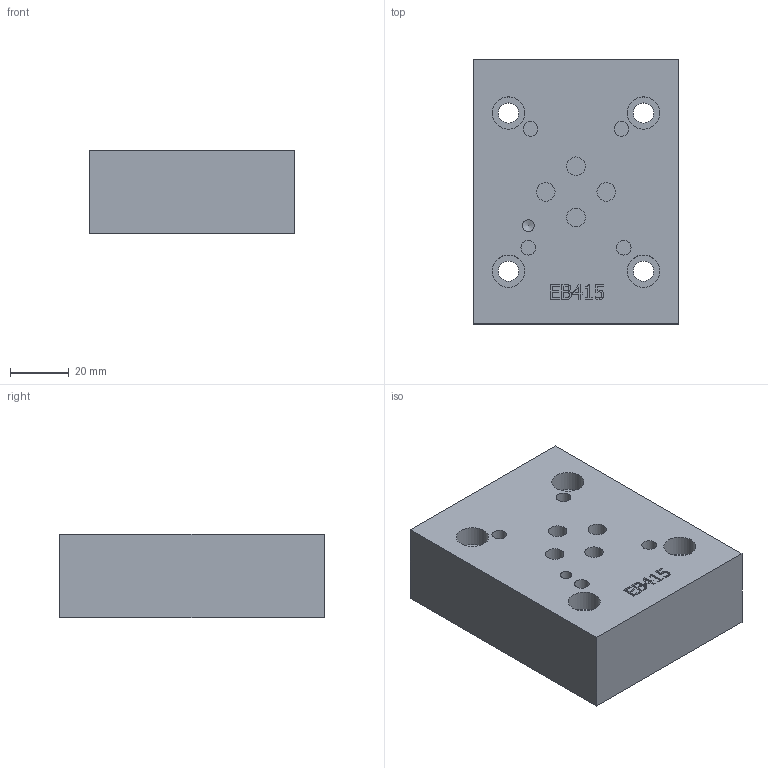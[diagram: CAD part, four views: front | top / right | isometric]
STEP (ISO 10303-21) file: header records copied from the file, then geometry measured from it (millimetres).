
FILE_DESCRIPTION(/* description */ (''),/* implementation_level */ '2;1');
FILE_NAME(/* name */ 'eb415.stp',/* time_stamp */ '2016-05-10T15:34:38+02:00',/* author */ ('Lemoine2'),/* organization */ (''),/* preprocessor_version */ 'ST-DEVELOPER v16.1',/* originating_system */ 'Autodesk Inventor 2016',/* authorisation */ '');
FILE_SCHEMA (('AUTOMOTIVE_DESIGN { 1 0 10303 214 3 1 1 }'));
Length unit declared in the file: millimetre
Products named in the file (1): eb415
Bounding box: 70 x 90 x 28.6 mm (x, y, z)
Volume: 170217.1 mm3; surface area: 26147.2 mm2
Topology: 1 solids, 2 shells, 148 faces, 348 edges, 233 vertices
Faces by surface type: plane 90, bspline 28, cylinder 28, cone 2
Full cylindrical faces by diameter (mm): 4 x1, 5 x4, 6.3 x5, 6.9 x4, 11 x9, 15.6 x5
Entity records: 4277 total; most frequent: CARTESIAN_POINT 1050, ORIENTED_EDGE 622, DIRECTION 553, EDGE_CURVE 311, VERTEX_POINT 226, EDGE_LOOP 215, LINE 199, VECTOR 199
